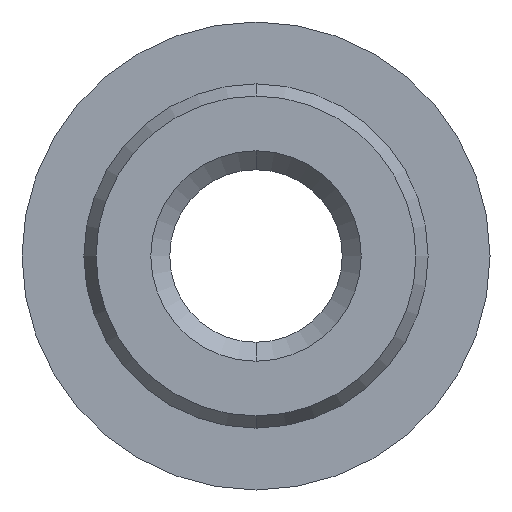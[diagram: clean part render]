
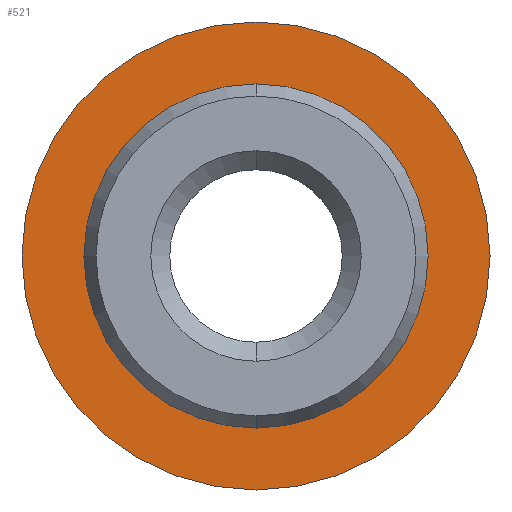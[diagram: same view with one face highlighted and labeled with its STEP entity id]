
A CAD part, front view. The second image highlights one B-rep face of the part: STEP entity #521.
In plain terms, the highlighted planar face has unit normal (0, -1, 0).
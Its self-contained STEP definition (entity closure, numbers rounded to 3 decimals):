
#16 = EDGE_CURVE ( 'NONE', #381, #170, #315, .T. ) ;
#27 = CIRCLE ( 'NONE', #461, 2.045 ) ;
#44 = CARTESIAN_POINT ( 'NONE',  ( 0., 0., -2.78 ) ) ;
#51 = DIRECTION ( 'NONE',  ( 0., 0., 1. ) ) ;
#57 = EDGE_CURVE ( 'NONE', #478, #199, #207, .T. ) ;
#79 = DIRECTION ( 'NONE',  ( 0., 0., 1. ) ) ;
#84 = CARTESIAN_POINT ( 'NONE',  ( 0., 0., 0. ) ) ;
#93 = CARTESIAN_POINT ( 'NONE',  ( 0., 0., 2.78 ) ) ;
#94 = EDGE_CURVE ( 'NONE', #170, #381, #274, .T. ) ;
#123 = AXIS2_PLACEMENT_3D ( 'NONE', #84, #131, #134 ) ;
#131 = DIRECTION ( 'NONE',  ( 0., 1., 0. ) ) ;
#134 = DIRECTION ( 'NONE',  ( 0., 0., 1. ) ) ;
#142 = PLANE ( 'NONE',  #389 ) ;
#146 = FACE_OUTER_BOUND ( 'NONE', #340, .T. ) ;
#150 = CARTESIAN_POINT ( 'NONE',  ( 2.045, 0., 0. ) ) ;
#170 = VERTEX_POINT ( 'NONE', #93 ) ;
#183 = CARTESIAN_POINT ( 'NONE',  ( 0., 0., 0. ) ) ;
#199 = VERTEX_POINT ( 'NONE', #526 ) ;
#207 = CIRCLE ( 'NONE', #231, 2.045 ) ;
#230 = DIRECTION ( 'NONE',  ( 0., 0., 1. ) ) ;
#231 = AXIS2_PLACEMENT_3D ( 'NONE', #183, #256, #424 ) ;
#256 = DIRECTION ( 'NONE',  ( 0., 1., 0. ) ) ;
#270 = DIRECTION ( 'NONE',  ( 0., 1., 0. ) ) ;
#274 = CIRCLE ( 'NONE', #394, 2.78 ) ;
#292 = ORIENTED_EDGE ( 'NONE', *, *, #16, .F. ) ;
#296 = DIRECTION ( 'NONE',  ( 0., 1., 0. ) ) ;
#302 = CARTESIAN_POINT ( 'NONE',  ( 0., 0., 0. ) ) ;
#311 = FACE_BOUND ( 'NONE', #440, .T. ) ;
#315 = CIRCLE ( 'NONE', #123, 2.78 ) ;
#322 = ORIENTED_EDGE ( 'NONE', *, *, #94, .F. ) ;
#340 = EDGE_LOOP ( 'NONE', ( #322, #292 ) ) ;
#381 = VERTEX_POINT ( 'NONE', #44 ) ;
#389 = AXIS2_PLACEMENT_3D ( 'NONE', #150, #270, #230 ) ;
#394 = AXIS2_PLACEMENT_3D ( 'NONE', #490, #296, #51 ) ;
#396 = CARTESIAN_POINT ( 'NONE',  ( 0., 0., 2.045 ) ) ;
#409 = EDGE_CURVE ( 'NONE', #199, #478, #27, .T. ) ;
#424 = DIRECTION ( 'NONE',  ( 0., 0., 1. ) ) ;
#425 = DIRECTION ( 'NONE',  ( 0., 1., 0. ) ) ;
#440 = EDGE_LOOP ( 'NONE', ( #453, #524 ) ) ;
#453 = ORIENTED_EDGE ( 'NONE', *, *, #57, .T. ) ;
#461 = AXIS2_PLACEMENT_3D ( 'NONE', #302, #425, #79 ) ;
#478 = VERTEX_POINT ( 'NONE', #396 ) ;
#490 = CARTESIAN_POINT ( 'NONE',  ( 0., 0., 0. ) ) ;
#521 = ADVANCED_FACE ( 'NONE', ( #146, #311 ), #142, .F. ) ;
#524 = ORIENTED_EDGE ( 'NONE', *, *, #409, .T. ) ;
#526 = CARTESIAN_POINT ( 'NONE',  ( 0., 0., -2.045 ) ) ;
